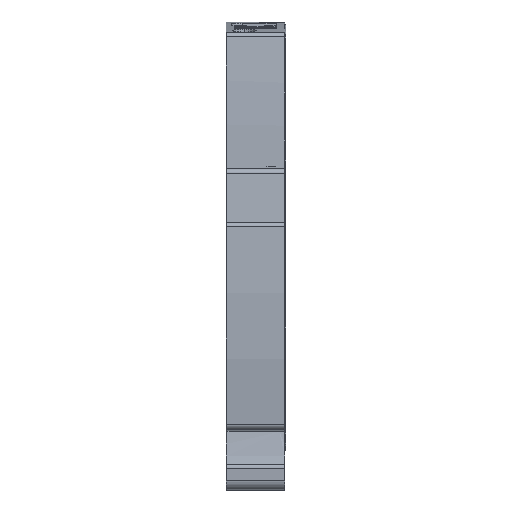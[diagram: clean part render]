
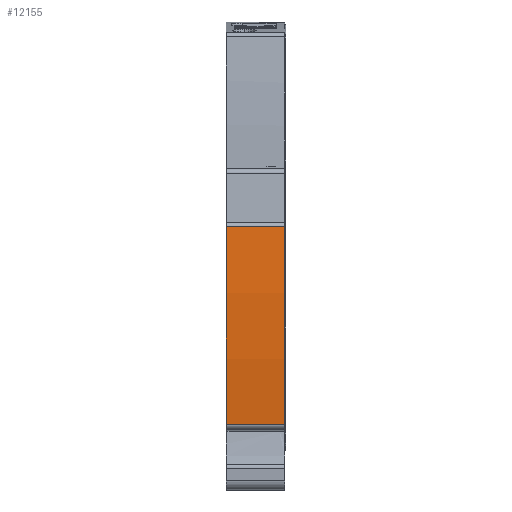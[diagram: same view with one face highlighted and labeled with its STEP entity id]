
A CAD part, front view. The second image highlights one B-rep face of the part: STEP entity #12155.
In plain terms, the highlighted cylindrical face has radius 202 mm (diameter 404 mm), a partial arc.
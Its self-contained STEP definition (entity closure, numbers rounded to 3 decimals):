
#3184=AXIS2_PLACEMENT_3D('Circle Axis2P3D',#3182,#3183,$) ;
#12135=AXIS2_PLACEMENT_3D('Cylinder Axis2P3D',#12132,#12133,#12134) ;
#12146=AXIS2_PLACEMENT_3D('Circle Axis2P3D',#12144,#12145,$) ;
#3179=CARTESIAN_POINT('Vertex',(11.95,0.609,53.828)) ;
#3182=CARTESIAN_POINT('Axis2P3D Location',(11.95,202.,38.15)) ;
#3186=CARTESIAN_POINT('Vertex',(11.95,1.531,13.327)) ;
#12111=CARTESIAN_POINT('Line Origine',(6.,0.609,53.828)) ;
#12115=CARTESIAN_POINT('Vertex',(0.,0.609,53.828)) ;
#12132=CARTESIAN_POINT('Axis2P3D Location',(6.,202.,38.15)) ;
#12137=CARTESIAN_POINT('Line Origine',(6.,1.531,13.327)) ;
#12141=CARTESIAN_POINT('Vertex',(0.,1.531,13.327)) ;
#12144=CARTESIAN_POINT('Axis2P3D Location',(0.,202.,38.15)) ;
#3183=DIRECTION('Axis2P3D Direction',(1.,0.,0.)) ;
#12112=DIRECTION('Vector Direction',(1.,0.,0.)) ;
#12133=DIRECTION('Axis2P3D Direction',(1.,0.,0.)) ;
#12134=DIRECTION('Axis2P3D XDirection',(0.,-0.997,0.082)) ;
#12138=DIRECTION('Vector Direction',(1.,0.,0.)) ;
#12145=DIRECTION('Axis2P3D Direction',(1.,0.,0.)) ;
#12113=VECTOR('Line Direction',#12112,1.) ;
#12139=VECTOR('Line Direction',#12138,1.) ;
#12150=ORIENTED_EDGE('',*,*,#12143,.T.) ;
#12151=ORIENTED_EDGE('',*,*,#3188,.F.) ;
#12152=ORIENTED_EDGE('',*,*,#12117,.F.) ;
#12153=ORIENTED_EDGE('',*,*,#12148,.T.) ;
#12155=ADVANCED_FACE('KLEMME',(#12154),#12136,.T.) ;
#3185=CIRCLE('generated circle',#3184,202.) ;
#12147=CIRCLE('generated circle',#12146,202.) ;
#12136=CYLINDRICAL_SURFACE('generated cylinder',#12135,202.) ;
#3188=EDGE_CURVE('',#3180,#3187,#3185,.T.) ;
#12117=EDGE_CURVE('',#12116,#3180,#12114,.T.) ;
#12143=EDGE_CURVE('',#12142,#3187,#12140,.T.) ;
#12148=EDGE_CURVE('',#12116,#12142,#12147,.T.) ;
#12149=EDGE_LOOP('',(#12150,#12151,#12152,#12153)) ;
#12154=FACE_OUTER_BOUND('',#12149,.T.) ;
#12114=LINE('Line',#12111,#12113) ;
#12140=LINE('Line',#12137,#12139) ;
#3180=VERTEX_POINT('',#3179) ;
#3187=VERTEX_POINT('',#3186) ;
#12116=VERTEX_POINT('',#12115) ;
#12142=VERTEX_POINT('',#12141) ;
